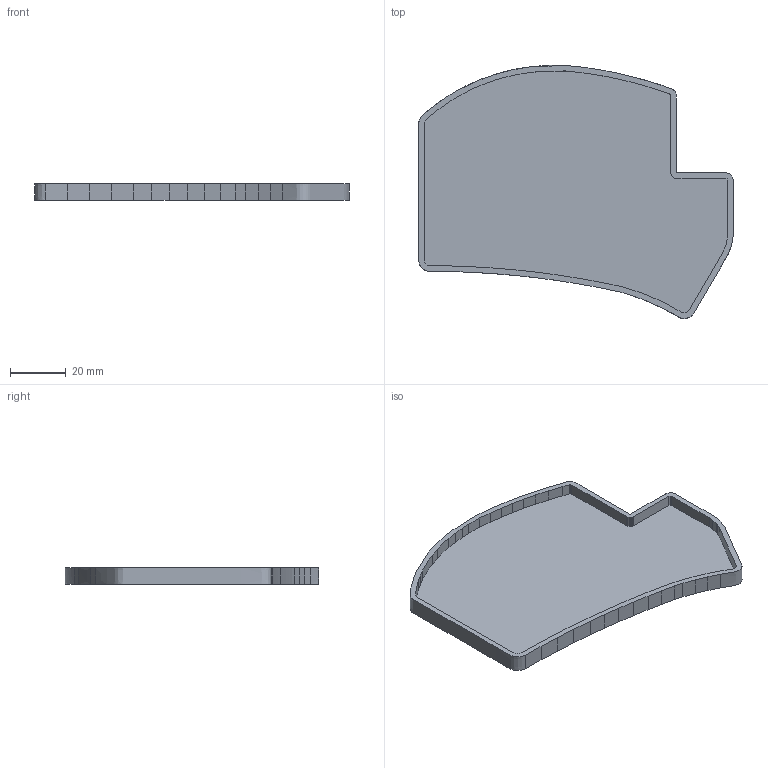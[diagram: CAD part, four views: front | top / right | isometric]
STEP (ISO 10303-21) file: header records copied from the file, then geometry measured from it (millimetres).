
FILE_DESCRIPTION(('Open CASCADE Model'),'2;1');
FILE_NAME('Open CASCADE Shape Model','2024-09-21T16:59:35',('Author'),( 'Open CASCADE'),'Open CASCADE STEP processor 7.7','Open CASCADE 7.7' ,'Unknown');
FILE_SCHEMA(('AUTOMOTIVE_DESIGN { 1 0 10303 214 1 1 1 1 }'));
Length unit declared in the file: millimetre
Products named in the file (1): COMPOUND
Bounding box: 112.94 x 90.85 x 6 mm (x, y, z)
Volume: 18054.6 mm3; surface area: 18825.6 mm2
Topology: 1 solids, 1 shells, 97 faces, 282 edges, 188 vertices
Faces by surface type: plane 84, extrusion 13
Entity records: 8548 total; most frequent: CARTESIAN_POINT 2972, DIRECTION 977, VECTOR 807, LINE 794, ORIENTED_EDGE 564, PCURVE 564, DEFINITIONAL_REPRESENTATION 564, EDGE_CURVE 282
